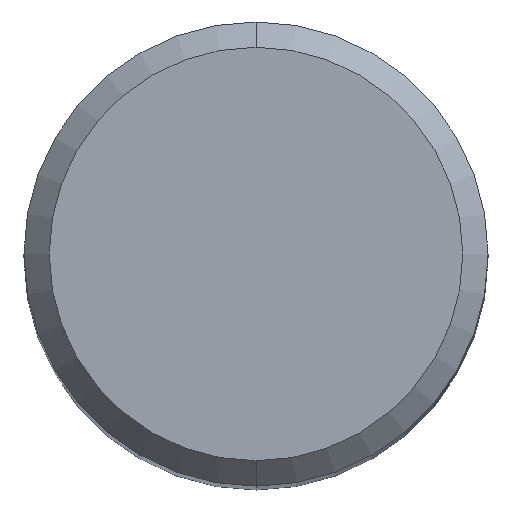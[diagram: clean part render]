
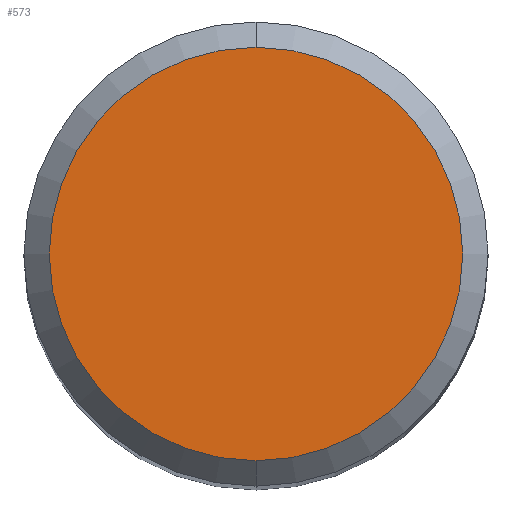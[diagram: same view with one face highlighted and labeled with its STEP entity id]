
A CAD part, top view. The second image highlights one B-rep face of the part: STEP entity #573.
In plain terms, the highlighted planar face has unit normal (0, 0, 1).
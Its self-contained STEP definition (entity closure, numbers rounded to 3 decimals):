
#573=ADVANCED_FACE('',(#1228),#1229,.T.);
#601=VERTEX_POINT('',#1260);
#717=EDGE_CURVE('',#875,#601,#1387,.T.);
#875=VERTEX_POINT('',#1560);
#935=EDGE_CURVE('',#601,#875,#1624,.T.);
#1228=FACE_OUTER_BOUND('',#5319,.T.);
#1229=PLANE('',#5320);
#1260=CARTESIAN_POINT('',(0.,-4.9,0.0));
#1387=CIRCLE('',#7205,4.9);
#1560=CARTESIAN_POINT('',(0.0,4.9,0.0));
#1624=CIRCLE('',#9296,4.9);
#5319=EDGE_LOOP('',(#9630,#9631));
#5320=AXIS2_PLACEMENT_3D('',#9632,#9633,#9634);
#7205=AXIS2_PLACEMENT_3D('',#9795,#9796,#9797);
#9296=AXIS2_PLACEMENT_3D('',#10024,#10025,#10026);
#9630=ORIENTED_EDGE('',*,*,#717,.F.);
#9631=ORIENTED_EDGE('',*,*,#935,.F.);
#9632=CARTESIAN_POINT('',(0.0,2.45,0.0));
#9633=DIRECTION('',(-0.0,0.0,1.0));
#9634=DIRECTION('',(0.0,-1.0,0.0));
#9795=CARTESIAN_POINT('',(0.0,0.0,0.0));
#9796=DIRECTION('',(0.0,0.0,-1.0));
#9797=DIRECTION('',(0.0,1.0,0.0));
#10024=CARTESIAN_POINT('',(0.0,0.0,0.0));
#10025=DIRECTION('',(0.0,0.0,-1.0));
#10026=DIRECTION('',(0.0,1.0,0.0));
